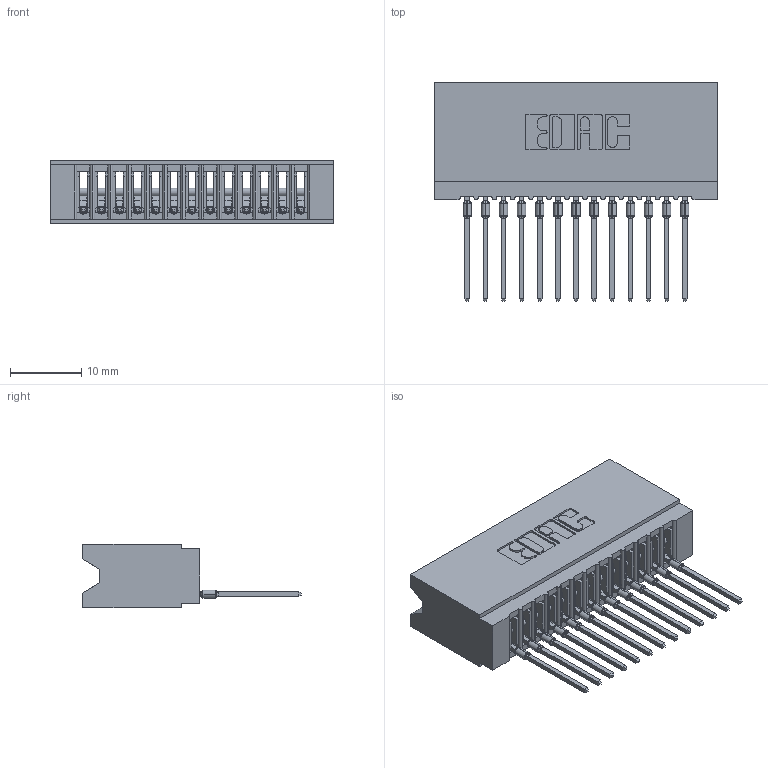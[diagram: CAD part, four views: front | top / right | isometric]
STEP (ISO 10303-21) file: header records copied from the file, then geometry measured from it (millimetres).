
FILE_DESCRIPTION (( 'STEP AP203' ), '1' );
FILE_NAME ('745-013-540-106.STEP', '2026-02-25T15:40:40', ( '' ), ( '' ), 'SwSTEP 2.0', 'SolidWorks 2023', '' );
FILE_SCHEMA (( 'CONFIG_CONTROL_DESIGN' ));
Length unit declared in the file: millimetre
Products named in the file (3): 745-013-540-106; 745-292-001_540; 745 Part_Insulator Option - 06
Assembly tree (14 placements, depth 2):
  745-013-540-106
    745 Part_Insulator Option - 06
    745-292-001_540  x13
Bounding box: 39.62 x 30.62 x 8.89 mm (x, y, z)
Volume: 3632.3 mm3; surface area: 6362.1 mm2
Topology: 14 solids, 14 shells, 1552 faces, 4264 edges, 2694 vertices
Faces by surface type: plane 927, cylinder 287, bspline 260, torus 78
Entity records: 25449 total; most frequent: CARTESIAN_POINT 4985, ORIENTED_EDGE 4376, DIRECTION 3822, EDGE_CURVE 2188, VECTOR 1928, LINE 1928, VERTEX_POINT 1398, AXIS2_PLACEMENT_3D 947
